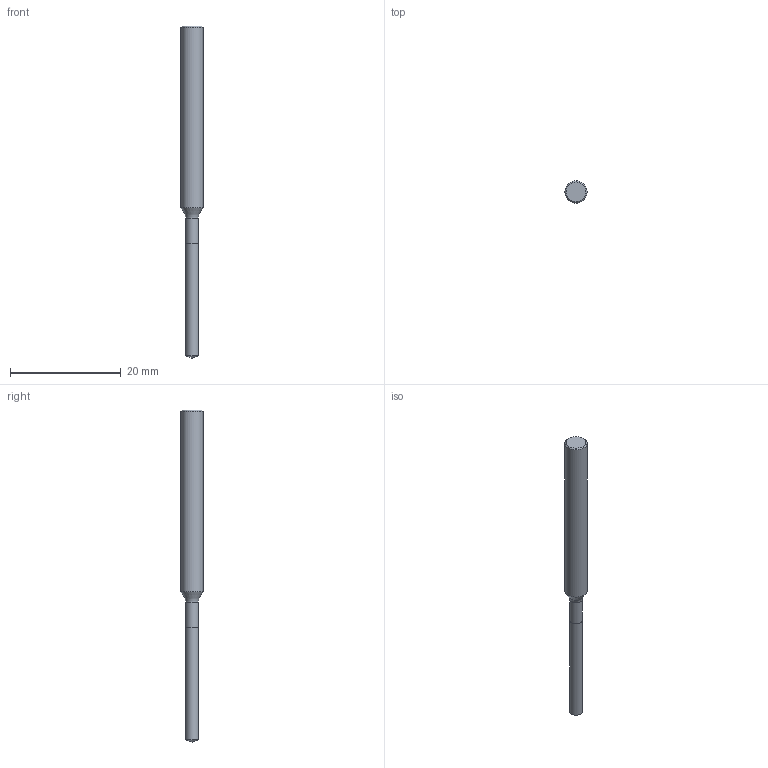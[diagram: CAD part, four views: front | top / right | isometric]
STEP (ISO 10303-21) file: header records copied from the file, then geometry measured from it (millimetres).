
FILE_DESCRIPTION(/* description */ (''),/* implementation_level */ '2;1');
FILE_NAME(/* name */ '862.1-2300-207A0-GM_BAS.stp',/* time_stamp */ '2021-09-08T12:07:23-06:00',/* author */ (''),/* organization */ (''),/* preprocessor_version */ 'ST-DEVELOPER v16.7',/* originating_system */ 'SIEMENS PLM Software NX 12.0',/* authorisation */ '');
FILE_SCHEMA (('AUTOMOTIVE_DESIGN { 1 0 10303 214 3 1 1 1 }'));
Length unit declared in the file: millimetre
Products named in the file (1): 862.1-2300-207A0-GM_BAS
Bounding box: 4 x 4 x 60 mm (x, y, z)
Volume: 572.2 mm3; surface area: 760.4 mm2
Topology: 3 solids, 3 shells, 14 faces, 42 edges, 54 vertices
Faces by surface type: plane 5, cylinder 4, cone 4, torus 1
Full cylindrical faces by diameter (mm): 2.3 x2, 4 x1
Entity records: 549 total; most frequent: DIRECTION 81, CARTESIAN_POINT 70, ORIENTED_EDGE 30, AXIS2_PLACEMENT_3D 30, STYLED_ITEM 29, PRESENTATION_STYLE_ASSIGNMENT 29, CURVE_STYLE 21, DRAUGHTING_PRE_DEFINED_CURVE_FONT 21
